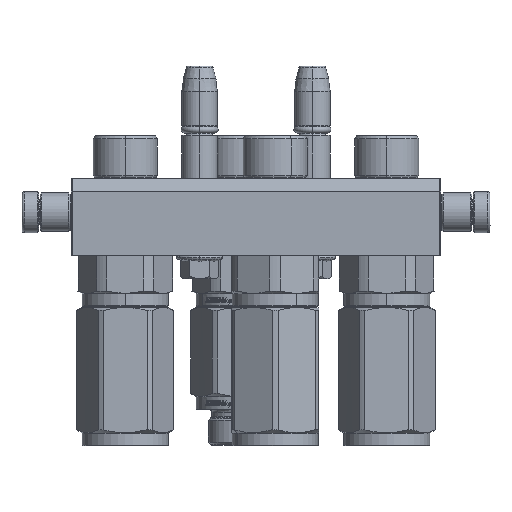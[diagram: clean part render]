
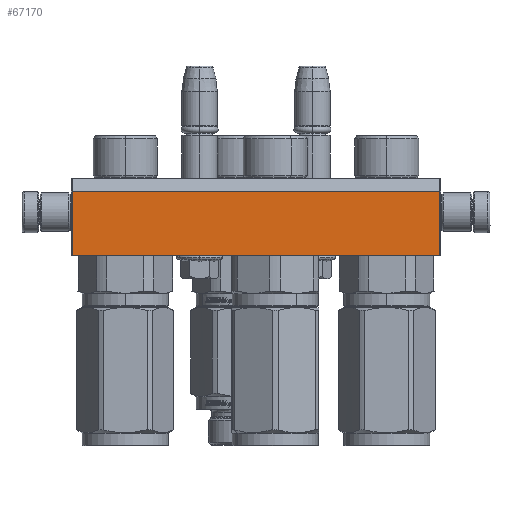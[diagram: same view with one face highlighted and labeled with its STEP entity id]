
A CAD part, left-side view. The second image highlights one B-rep face of the part: STEP entity #67170.
In plain terms, the highlighted face is planar.
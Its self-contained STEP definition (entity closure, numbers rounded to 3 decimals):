
#535 = ORIENTED_EDGE ( 'NONE', *, *, #23789, .F. ) ;
#3555 = CARTESIAN_POINT ( 'NONE',  ( 143.5, 30., -90. ) ) ;
#4453 = LINE ( 'NONE', #39161, #37920 ) ;
#6351 = EDGE_CURVE ( 'NONE', #51859, #71417, #67027, .T. ) ;
#8061 = CARTESIAN_POINT ( 'NONE',  ( 143.5, 5., -90. ) ) ;
#11861 = VERTEX_POINT ( 'NONE', #3555 ) ;
#13808 = VECTOR ( 'NONE', #35538, 1000. ) ;
#14610 = FACE_OUTER_BOUND ( 'NONE', #21927, .T. ) ;
#16728 = DIRECTION ( 'NONE',  ( -1., 0., 0. ) ) ;
#18868 = DIRECTION ( 'NONE',  ( -1., 0., 0. ) ) ;
#18890 = CARTESIAN_POINT ( 'NONE',  ( 144., 0., -90. ) ) ;
#21927 = EDGE_LOOP ( 'NONE', ( #535, #43148, #54347, #32632 ) ) ;
#23662 = CARTESIAN_POINT ( 'NONE',  ( 143.5, 5., -90. ) ) ;
#23789 = EDGE_CURVE ( 'NONE', #11861, #33272, #4453, .T. ) ;
#24599 = DIRECTION ( 'NONE',  ( 0., 0., -1. ) ) ;
#25628 = VECTOR ( 'NONE', #18868, 1000. ) ;
#27549 = LINE ( 'NONE', #38378, #31937 ) ;
#29251 = AXIS2_PLACEMENT_3D ( 'NONE', #18890, #24599, #30036 ) ;
#30036 = DIRECTION ( 'NONE',  ( -1., 0., 0. ) ) ;
#31937 = VECTOR ( 'NONE', #72332, 1000. ) ;
#32632 = ORIENTED_EDGE ( 'NONE', *, *, #56223, .T. ) ;
#33272 = VERTEX_POINT ( 'NONE', #56233 ) ;
#34837 = CARTESIAN_POINT ( 'NONE',  ( 143.5, 5., -90. ) ) ;
#35538 = DIRECTION ( 'NONE',  ( 0., 1., 0. ) ) ;
#35730 = PLANE ( 'NONE',  #29251 ) ;
#37920 = VECTOR ( 'NONE', #16728, 1000. ) ;
#38378 = CARTESIAN_POINT ( 'NONE',  ( 0.5, 5., -90. ) ) ;
#39161 = CARTESIAN_POINT ( 'NONE',  ( 143.5, 30., -90. ) ) ;
#43148 = ORIENTED_EDGE ( 'NONE', *, *, #60794, .F. ) ;
#51859 = VERTEX_POINT ( 'NONE', #34837 ) ;
#54347 = ORIENTED_EDGE ( 'NONE', *, *, #6351, .T. ) ;
#56223 = EDGE_CURVE ( 'NONE', #71417, #33272, #27549, .T. ) ;
#56233 = CARTESIAN_POINT ( 'NONE',  ( 0.5, 30., -90. ) ) ;
#60794 = EDGE_CURVE ( 'NONE', #51859, #11861, #72821, .T. ) ;
#64036 = CARTESIAN_POINT ( 'NONE',  ( 0.5, 5., -90. ) ) ;
#67027 = LINE ( 'NONE', #8061, #25628 ) ;
#67170 = ADVANCED_FACE ( 'NONE', ( #14610 ), #35730, .T. ) ;
#71417 = VERTEX_POINT ( 'NONE', #64036 ) ;
#72332 = DIRECTION ( 'NONE',  ( 0., 1., 0. ) ) ;
#72821 = LINE ( 'NONE', #23662, #13808 ) ;
